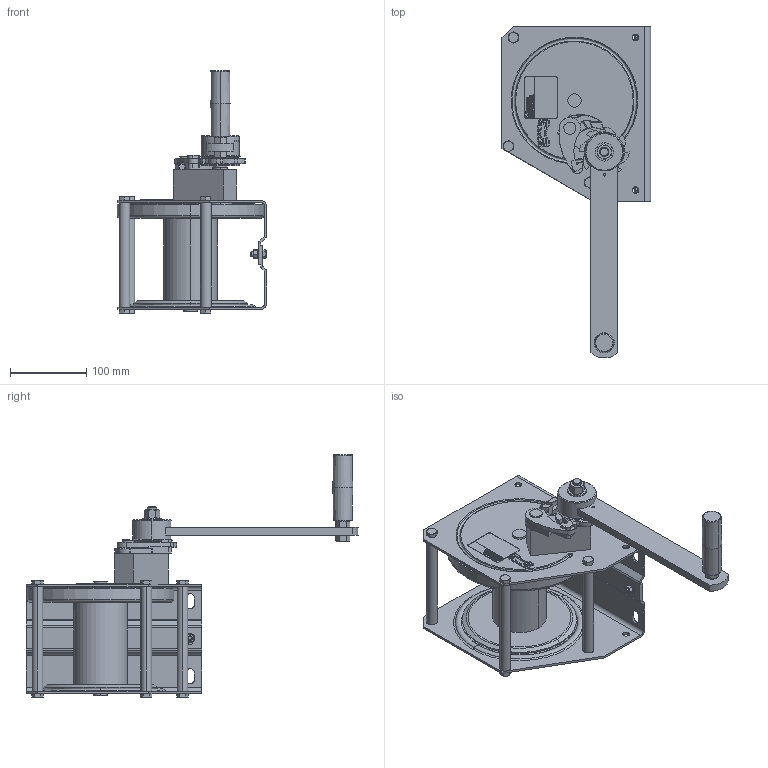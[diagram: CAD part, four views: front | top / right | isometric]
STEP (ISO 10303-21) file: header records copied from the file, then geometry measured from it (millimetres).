
FILE_DESCRIPTION(('Creo Elements/Direct Modeling STEP Export'),'2;1');
FILE_NAME('205347.stp','2022-04-25T13:32:32',(''),(''),'Creo Elements/Direct Modeling STEP processor for AP214 (Solid Model)','Creo Elements/Direct Modeling 20.1C 13-Oct-2019 (C) Parametric Technology GmbH','');
FILE_SCHEMA(('AUTOMOTIVE_DESIGN { 1 0 10303 214 1 1 1 1 }'));
Length unit declared in the file: millimetre
Products named in the file (3): Kurbelarm_120100; Seilwinde_204818.1; Seilwinde_205347
Assembly tree (2 placements, depth 2):
  Seilwinde_205347
    Seilwinde_204818.1
    Kurbelarm_120100
Bounding box: 196 x 434.96 x 318.23 mm (x, y, z)
Volume: 1493212.1 mm3; surface area: 474901.4 mm2
Topology: 2 solids, 19 shells, 1257 faces, 6524 edges, 5483 vertices
Faces by surface type: cylinder 465, plane 453, cone 236, bspline 52, torus 45, sphere 4, extrusion 2
Entity records: 81425 total; most frequent: CARTESIAN_POINT 28472, ORIENTED_EDGE 13004, DIRECTION 8281, EDGE_CURVE 6499, VERTEX_POINT 5483, VECTOR 4727, LINE 4725, AXIS2_PLACEMENT_3D 1777
